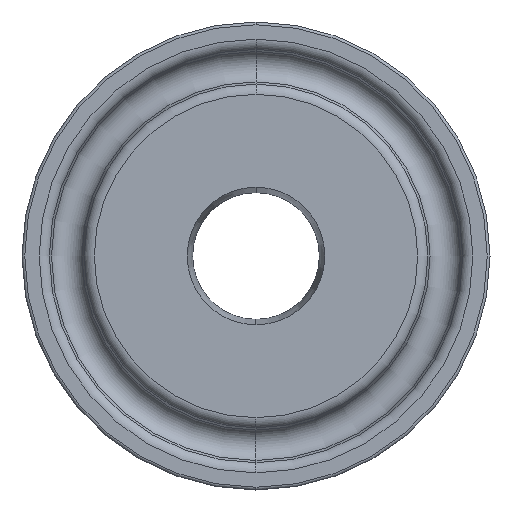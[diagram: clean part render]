
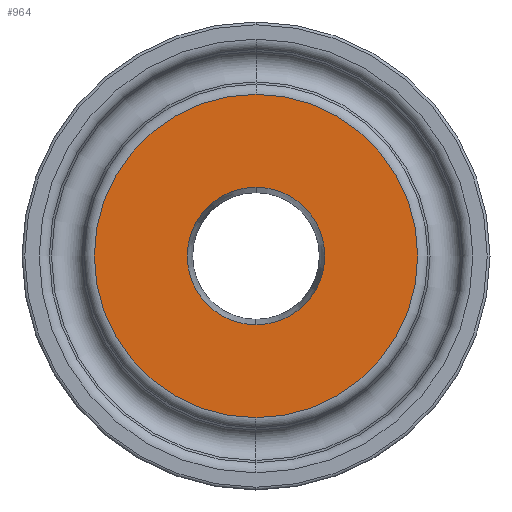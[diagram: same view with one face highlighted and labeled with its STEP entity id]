
A CAD part, left-side view. The second image highlights one B-rep face of the part: STEP entity #964.
In plain terms, the highlighted planar face has unit normal (-1, 0, 0).
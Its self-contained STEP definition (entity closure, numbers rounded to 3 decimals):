
#33 = DIRECTION ( 'NONE',  ( -1., 0., 0. ) ) ;
#62 = ORIENTED_EDGE ( 'NONE', *, *, #697, .T. ) ;
#80 = AXIS2_PLACEMENT_3D ( 'NONE', #271, #33, #602 ) ;
#85 = VERTEX_POINT ( 'NONE', #837 ) ;
#120 = PLANE ( 'NONE',  #478 ) ;
#131 = EDGE_LOOP ( 'NONE', ( #447, #905 ) ) ;
#183 = CARTESIAN_POINT ( 'NONE',  ( 0., 11.747, 0. ) ) ;
#195 = AXIS2_PLACEMENT_3D ( 'NONE', #449, #289, #544 ) ;
#223 = DIRECTION ( 'NONE',  ( 0., 0., 1. ) ) ;
#271 = CARTESIAN_POINT ( 'NONE',  ( 0., 0., 0. ) ) ;
#284 = AXIS2_PLACEMENT_3D ( 'NONE', #860, #790, #223 ) ;
#289 = DIRECTION ( 'NONE',  ( -1., 0., 0. ) ) ;
#312 = EDGE_CURVE ( 'NONE', #927, #355, #456, .T. ) ;
#355 = VERTEX_POINT ( 'NONE', #938 ) ;
#406 = CARTESIAN_POINT ( 'NONE',  ( 0., 0., -11.747 ) ) ;
#436 = DIRECTION ( 'NONE',  ( 1., 0., 0. ) ) ;
#447 = ORIENTED_EDGE ( 'NONE', *, *, #1012, .F. ) ;
#449 = CARTESIAN_POINT ( 'NONE',  ( 0., 0., 0. ) ) ;
#456 = CIRCLE ( 'NONE', #284, 5. ) ;
#468 = EDGE_CURVE ( 'NONE', #85, #511, #1022, .T. ) ;
#478 = AXIS2_PLACEMENT_3D ( 'NONE', #183, #436, #923 ) ;
#489 = CARTESIAN_POINT ( 'NONE',  ( 0., 0., -5. ) ) ;
#495 = CIRCLE ( 'NONE', #80, 5. ) ;
#511 = VERTEX_POINT ( 'NONE', #406 ) ;
#544 = DIRECTION ( 'NONE',  ( 0., 0., 1. ) ) ;
#602 = DIRECTION ( 'NONE',  ( 0., 0., 1. ) ) ;
#605 = ORIENTED_EDGE ( 'NONE', *, *, #468, .T. ) ;
#643 = EDGE_LOOP ( 'NONE', ( #605, #62 ) ) ;
#660 = CIRCLE ( 'NONE', #195, 11.747 ) ;
#697 = EDGE_CURVE ( 'NONE', #511, #85, #660, .T. ) ;
#763 = AXIS2_PLACEMENT_3D ( 'NONE', #886, #1051, #810 ) ;
#790 = DIRECTION ( 'NONE',  ( -1., 0., 0. ) ) ;
#810 = DIRECTION ( 'NONE',  ( 0., 0., 1. ) ) ;
#837 = CARTESIAN_POINT ( 'NONE',  ( 0., 0., 11.747 ) ) ;
#840 = FACE_BOUND ( 'NONE', #131, .T. ) ;
#853 = FACE_OUTER_BOUND ( 'NONE', #643, .T. ) ;
#860 = CARTESIAN_POINT ( 'NONE',  ( 0., 0., 0. ) ) ;
#886 = CARTESIAN_POINT ( 'NONE',  ( 0., 0., 0. ) ) ;
#905 = ORIENTED_EDGE ( 'NONE', *, *, #312, .F. ) ;
#923 = DIRECTION ( 'NONE',  ( 0., 0., -1. ) ) ;
#927 = VERTEX_POINT ( 'NONE', #489 ) ;
#938 = CARTESIAN_POINT ( 'NONE',  ( 0., 0., 5. ) ) ;
#964 = ADVANCED_FACE ( 'NONE', ( #840, #853 ), #120, .F. ) ;
#1012 = EDGE_CURVE ( 'NONE', #355, #927, #495, .T. ) ;
#1022 = CIRCLE ( 'NONE', #763, 11.747 ) ;
#1051 = DIRECTION ( 'NONE',  ( -1., 0., 0. ) ) ;
